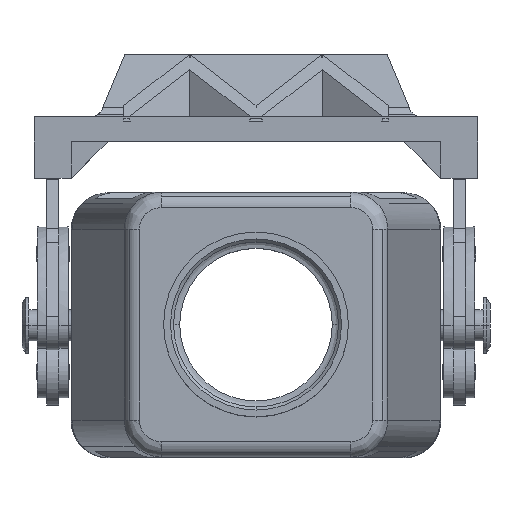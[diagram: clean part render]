
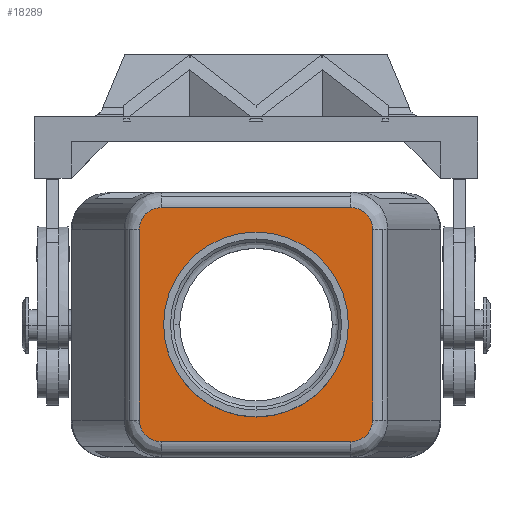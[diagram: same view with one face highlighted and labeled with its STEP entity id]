
A CAD part, top view. The second image highlights one B-rep face of the part: STEP entity #18289.
In plain terms, the highlighted planar face has unit normal (0, 0, 1).
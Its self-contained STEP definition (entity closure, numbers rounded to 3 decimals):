
#1085=CARTESIAN_POINT('',(-18.937,-15.5,75.5));
#1086=VERTEX_POINT('',#1085);
#1094=CARTESIAN_POINT('',(-18.937,15.5,75.5));
#1095=VERTEX_POINT('',#1094);
#1096=CARTESIAN_POINT('',(-18.937,-15.5,75.5));
#1097=DIRECTION('',(0.0,1.0,0.0));
#1098=VECTOR('',#1097,31.);
#1099=LINE('',#1096,#1098);
#1100=EDGE_CURVE('',#1086,#1095,#1099,.T.);
#5641=CARTESIAN_POINT('',(0.,15.,75.5));
#5642=VERTEX_POINT('',#5641);
#5658=CARTESIAN_POINT('',(0.,-15.,75.5));
#5659=VERTEX_POINT('',#5658);
#5666=CARTESIAN_POINT('',(0.0,0.,75.5));
#5667=DIRECTION('',(0.0,0.0,-1.0));
#5668=DIRECTION('',(0.0,1.0,0.0));
#5669=AXIS2_PLACEMENT_3D('',#5666,#5667,#5668);
#5670=CIRCLE('',#5669,15.);
#5671=EDGE_CURVE('',#5642,#5659,#5670,.T.);
#6734=CARTESIAN_POINT('',(0.0,0.,75.5));
#6735=DIRECTION('',(0.0,0.0,-1.0));
#6736=DIRECTION('',(0.0,1.0,0.0));
#6737=AXIS2_PLACEMENT_3D('',#6734,#6735,#6736);
#6738=CIRCLE('',#6737,15.);
#6739=EDGE_CURVE('',#5659,#5642,#6738,.T.);
#18118=CARTESIAN_POINT('',(15.373,19.0,75.5));
#18119=VERTEX_POINT('',#18118);
#18127=CARTESIAN_POINT('',(18.937,15.5,75.5));
#18128=VERTEX_POINT('',#18127);
#18129=CARTESIAN_POINT('',(15.373,15.5,75.5));
#18130=DIRECTION('',(0.0,0.0,-1.0));
#18131=DIRECTION('',(1.0,0.0,0.0));
#18132=AXIS2_PLACEMENT_3D('',#18129,#18130,#18131);
#18133=ELLIPSE('',#18132,3.565,3.5);
#18134=EDGE_CURVE('',#18119,#18128,#18133,.T.);
#18218=CARTESIAN_POINT('',(18.937,-15.5,75.5));
#18219=VERTEX_POINT('',#18218);
#18220=CARTESIAN_POINT('',(18.937,15.5,75.5));
#18221=DIRECTION('',(0.0,-1.0,0.0));
#18222=VECTOR('',#18221,31.);
#18223=LINE('',#18220,#18222);
#18224=EDGE_CURVE('',#18128,#18219,#18223,.T.);
#18236=CARTESIAN_POINT('',(21.0,0.0,75.5));
#18237=DIRECTION('',(0.0,0.0,1.0));
#18238=DIRECTION('',(1.0,0.0,0.0));
#18239=AXIS2_PLACEMENT_3D('',#18236,#18237,#18238);
#18240=PLANE('',#18239);
#18241=ORIENTED_EDGE('',*,*,#18134,.F.);
#18242=CARTESIAN_POINT('',(-15.373,19.0,75.5));
#18243=VERTEX_POINT('',#18242);
#18244=CARTESIAN_POINT('',(-15.373,19.0,75.5));
#18245=DIRECTION('',(1.0,0.0,0.0));
#18246=VECTOR('',#18245,30.745);
#18247=LINE('',#18244,#18246);
#18248=EDGE_CURVE('',#18243,#18119,#18247,.T.);
#18249=ORIENTED_EDGE('',*,*,#18248,.F.);
#18250=CARTESIAN_POINT('',(-15.373,15.5,75.5));
#18251=DIRECTION('',(0.0,0.0,-1.0));
#18252=DIRECTION('',(-1.0,0.0,0.0));
#18253=AXIS2_PLACEMENT_3D('',#18250,#18251,#18252);
#18254=ELLIPSE('',#18253,3.565,3.5);
#18255=EDGE_CURVE('',#1095,#18243,#18254,.T.);
#18256=ORIENTED_EDGE('',*,*,#18255,.F.);
#18257=ORIENTED_EDGE('',*,*,#1100,.F.);
#18258=CARTESIAN_POINT('',(-15.373,-19.0,75.5));
#18259=VERTEX_POINT('',#18258);
#18260=CARTESIAN_POINT('',(-15.373,-15.5,75.5));
#18261=DIRECTION('',(0.0,0.0,-1.0));
#18262=DIRECTION('',(-1.0,0.0,0.0));
#18263=AXIS2_PLACEMENT_3D('',#18260,#18261,#18262);
#18264=ELLIPSE('',#18263,3.565,3.5);
#18265=EDGE_CURVE('',#18259,#1086,#18264,.T.);
#18266=ORIENTED_EDGE('',*,*,#18265,.F.);
#18267=CARTESIAN_POINT('',(15.373,-19.0,75.5));
#18268=VERTEX_POINT('',#18267);
#18269=CARTESIAN_POINT('',(15.373,-19.0,75.5));
#18270=DIRECTION('',(-1.0,0.0,0.0));
#18271=VECTOR('',#18270,30.745);
#18272=LINE('',#18269,#18271);
#18273=EDGE_CURVE('',#18268,#18259,#18272,.T.);
#18274=ORIENTED_EDGE('',*,*,#18273,.F.);
#18275=CARTESIAN_POINT('',(15.373,-15.5,75.5));
#18276=DIRECTION('',(0.0,0.0,-1.0));
#18277=DIRECTION('',(1.0,0.0,0.0));
#18278=AXIS2_PLACEMENT_3D('',#18275,#18276,#18277);
#18279=ELLIPSE('',#18278,3.565,3.5);
#18280=EDGE_CURVE('',#18219,#18268,#18279,.T.);
#18281=ORIENTED_EDGE('',*,*,#18280,.F.);
#18282=ORIENTED_EDGE('',*,*,#18224,.F.);
#18283=EDGE_LOOP('',(#18241,#18249,#18256,#18257,#18266,#18274,#18281,#18282));
#18284=FACE_OUTER_BOUND('',#18283,.T.);
#18285=ORIENTED_EDGE('',*,*,#6739,.T.);
#18286=ORIENTED_EDGE('',*,*,#5671,.T.);
#18287=EDGE_LOOP('',(#18285,#18286));
#18288=FACE_BOUND('',#18287,.T.);
#18289=ADVANCED_FACE('',(#18284,#18288),#18240,.T.);
